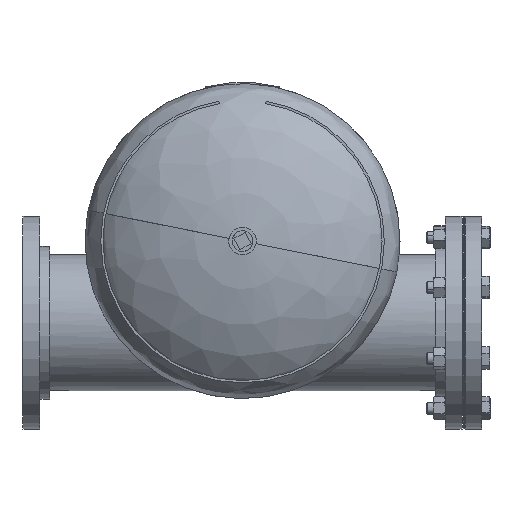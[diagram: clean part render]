
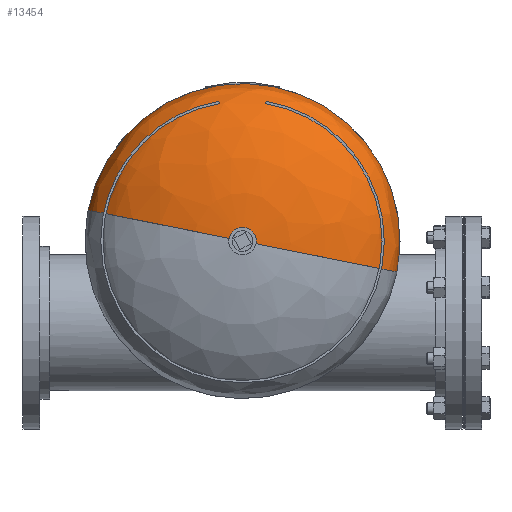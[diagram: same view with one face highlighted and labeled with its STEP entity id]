
A CAD part, front view. The second image highlights one B-rep face of the part: STEP entity #13454.
In plain terms, the highlighted free-form (B-spline) face has degree [3, 3] with [4, 4] control points.
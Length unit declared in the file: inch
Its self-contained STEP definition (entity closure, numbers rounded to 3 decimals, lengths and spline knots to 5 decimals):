
#43 = CARTESIAN_POINT ( 'NONE',  ( 10., 3.34945, 0. ) ) ;
#70 = DIRECTION ( 'NONE',  ( 0., -1., 0. ) ) ;
#915 = CARTESIAN_POINT ( 'NONE',  ( -0.75, 5.60574, 1.5 ) ) ;
#1385 = AXIS2_PLACEMENT_3D ( 'NONE', #6055, #15995, #21215 ) ;
#1443 = CARTESIAN_POINT ( 'NONE',  ( 10., 0.5575, 0. ) ) ;
#1565 = CARTESIAN_POINT ( 'NONE',  ( -0.75, 5.60574, 0. ) ) ;
#2776 = EDGE_CURVE ( 'NONE', #5285, #4410, #7063, .T. ) ;
#2967 = CARTESIAN_POINT ( 'NONE',  ( -10., 3.34945, 0. ) ) ;
#3298 = CARTESIAN_POINT ( 'NONE',  ( -10., 3.34945, 0. ) ) ;
#3507 = VERTEX_POINT ( 'NONE', #13314 ) ;
#3635 = AXIS2_PLACEMENT_3D ( 'NONE', #6558, #70, #12706 ) ;
#4014 = VERTEX_POINT ( 'NONE', #1443 ) ;
#4410 = VERTEX_POINT ( 'NONE', #12237 ) ;
#4478 = CARTESIAN_POINT ( 'NONE',  ( 10., 0.5575, 20. ) ) ;
#4557 = EDGE_CURVE ( 'NONE', #3507, #4410, #19339, .T. ) ;
#4593 = CARTESIAN_POINT ( 'NONE',  ( -6.24942, 5.39635, 12.49885 ) ) ;
#4922 = CARTESIAN_POINT ( 'NONE',  ( -6.24942, 5.39635, 0. ) ) ;
#5040 = ORIENTED_EDGE ( 'NONE', *, *, #15681, .T. ) ;
#5285 = VERTEX_POINT ( 'NONE', #8766 ) ;
#5793 = DIRECTION ( 'NONE',  ( 0., -1., 0. ) ) ;
#6055 = CARTESIAN_POINT ( 'NONE',  ( 0., 0.5575, 0. ) ) ;
#6149 = EDGE_CURVE ( 'NONE', #7730, #4014, #16589, .T. ) ;
#6310 = CARTESIAN_POINT ( 'NONE',  ( -6.24942, 5.39635, 0. ) ) ;
#6527 = CARTESIAN_POINT ( 'NONE',  ( -10., 0.5575, 20. ) ) ;
#6558 = CARTESIAN_POINT ( 'NONE',  ( 0., 0.5575, 0. ) ) ;
#7063 =( BOUNDED_CURVE ( )  B_SPLINE_CURVE ( 3, ( #1565, #4922, #3298, #21356 ),
 .UNSPECIFIED., .F., .F. ) 
 B_SPLINE_CURVE_WITH_KNOTS ( ( 4, 4 ),
 ( 1.64587, 3.14159 ),
 .UNSPECIFIED. ) 
 CURVE ( )  GEOMETRIC_REPRESENTATION_ITEM ( )  RATIONAL_B_SPLINE_CURVE ( ( 1., 0.822, 0.822, 1. ) ) 
 REPRESENTATION_ITEM ( '' )  );
#7730 = VERTEX_POINT ( 'NONE', #15930 ) ;
#8002 = CIRCLE ( 'NONE', #12829, 0.75 ) ;
#8198 = CARTESIAN_POINT ( 'NONE',  ( 0.14724, 5.60574, 0.73541 ) ) ;
#8261 = CARTESIAN_POINT ( 'NONE',  ( 0.75, 5.60574, 0. ) ) ;
#8766 = CARTESIAN_POINT ( 'NONE',  ( -0.75, 5.60574, 0. ) ) ;
#8885 = ORIENTED_EDGE ( 'NONE', *, *, #2776, .T. ) ;
#9047 = CARTESIAN_POINT ( 'NONE',  ( 0., 5.60574, 0. ) ) ;
#9514 = EDGE_LOOP ( 'NONE', ( #13510, #8885, #14244, #16012, #9641, #5040 ) ) ;
#9554 = CARTESIAN_POINT ( 'NONE',  ( -10., 0.5575, 0. ) ) ;
#9641 = ORIENTED_EDGE ( 'NONE', *, *, #6149, .F. ) ;
#9897 = VERTEX_POINT ( 'NONE', #8198 ) ;
#10464 = EDGE_CURVE ( 'NONE', #9897, #5285, #13649, .T. ) ;
#11172 = CARTESIAN_POINT ( 'NONE',  ( -10., 3.34945, 20. ) ) ;
#12237 = CARTESIAN_POINT ( 'NONE',  ( -10., 0.5575, 0. ) ) ;
#12266 = AXIS2_PLACEMENT_3D ( 'NONE', #9047, #13698, #14396 ) ;
#12385 = DIRECTION ( 'NONE',  ( 0., 0., -1. ) ) ;
#12706 = DIRECTION ( 'NONE',  ( 0., 0., -1. ) ) ;
#12793 = CARTESIAN_POINT ( 'NONE',  ( -0.75, 5.60574, 0. ) ) ;
#12829 = AXIS2_PLACEMENT_3D ( 'NONE', #20618, #5793, #12385 ) ;
#12870 = EDGE_CURVE ( 'NONE', #4014, #3507, #18816, .T. ) ;
#12910 = CARTESIAN_POINT ( 'NONE',  ( 6.24942, 5.39635, 12.49885 ) ) ;
#13314 = CARTESIAN_POINT ( 'NONE',  ( 0., 0.5575, 10. ) ) ;
#13454 = ADVANCED_FACE ( 'NONE', ( #20502 ), #18730, .F. ) ;
#13510 = ORIENTED_EDGE ( 'NONE', *, *, #10464, .T. ) ;
#13649 = CIRCLE ( 'NONE', #12266, 0.75 ) ;
#13698 = DIRECTION ( 'NONE',  ( 0., -1., 0. ) ) ;
#14244 = ORIENTED_EDGE ( 'NONE', *, *, #4557, .F. ) ;
#14396 = DIRECTION ( 'NONE',  ( 0., 0., -1. ) ) ;
#14517 = CARTESIAN_POINT ( 'NONE',  ( 10., 0.5575, 0. ) ) ;
#14625 = CARTESIAN_POINT ( 'NONE',  ( 6.24942, 5.39635, 0. ) ) ;
#14626 = CARTESIAN_POINT ( 'NONE',  ( 6.24942, 5.39635, 0. ) ) ;
#15681 = EDGE_CURVE ( 'NONE', #7730, #9897, #8002, .T. ) ;
#15713 = CARTESIAN_POINT ( 'NONE',  ( 0.75, 5.60574, 1.5 ) ) ;
#15930 = CARTESIAN_POINT ( 'NONE',  ( 0.75, 5.60574, 0. ) ) ;
#15995 = DIRECTION ( 'NONE',  ( 0., -1., 0. ) ) ;
#16012 = ORIENTED_EDGE ( 'NONE', *, *, #12870, .F. ) ;
#16589 =( BOUNDED_CURVE ( )  B_SPLINE_CURVE ( 3, ( #8261, #14625, #43, #14517 ),
 .UNSPECIFIED., .F., .F. ) 
 B_SPLINE_CURVE_WITH_KNOTS ( ( 4, 4 ),
 ( 1.64587, 3.14159 ),
 .UNSPECIFIED. ) 
 CURVE ( )  GEOMETRIC_REPRESENTATION_ITEM ( )  RATIONAL_B_SPLINE_CURVE ( ( 1., 0.822, 0.822, 1. ) ) 
 REPRESENTATION_ITEM ( '' )  );
#17661 = CARTESIAN_POINT ( 'NONE',  ( 10., 0.5575, 0. ) ) ;
#17763 = CARTESIAN_POINT ( 'NONE',  ( 10., 3.34945, 20. ) ) ;
#18730 =( BOUNDED_SURFACE ( )  B_SPLINE_SURFACE ( 3, 3, ( 
 ( #20605, #15713, #915, #12793 ),
 ( #14626, #12910, #4593, #6310 ),
 ( #19286, #17763, #11172, #2967 ),
 ( #17661, #4478, #6527, #9554 ) ),
 .UNSPECIFIED., .F., .F., .F. ) 
 B_SPLINE_SURFACE_WITH_KNOTS ( ( 4, 4 ),
 ( 4, 4 ),
 ( 0., 1. ),
 ( 0., 1. ),
 .UNSPECIFIED. ) 
 GEOMETRIC_REPRESENTATION_ITEM ( )  RATIONAL_B_SPLINE_SURFACE ( (
 ( 1., 0.333, 0.333, 1.),
 ( 0.822, 0.274, 0.274, 0.822),
 ( 0.822, 0.274, 0.274, 0.822),
 ( 1., 0.333, 0.333, 1.) ) ) 
 REPRESENTATION_ITEM ( '' )  SURFACE ( )  );
#18816 = CIRCLE ( 'NONE', #3635, 10. ) ;
#19286 = CARTESIAN_POINT ( 'NONE',  ( 10., 3.34945, 0. ) ) ;
#19339 = CIRCLE ( 'NONE', #1385, 10. ) ;
#20502 = FACE_OUTER_BOUND ( 'NONE', #9514, .T. ) ;
#20605 = CARTESIAN_POINT ( 'NONE',  ( 0.75, 5.60574, 0. ) ) ;
#20618 = CARTESIAN_POINT ( 'NONE',  ( 0., 5.60574, 0. ) ) ;
#21215 = DIRECTION ( 'NONE',  ( 0., 0., -1. ) ) ;
#21356 = CARTESIAN_POINT ( 'NONE',  ( -10., 0.5575, 0. ) ) ;
